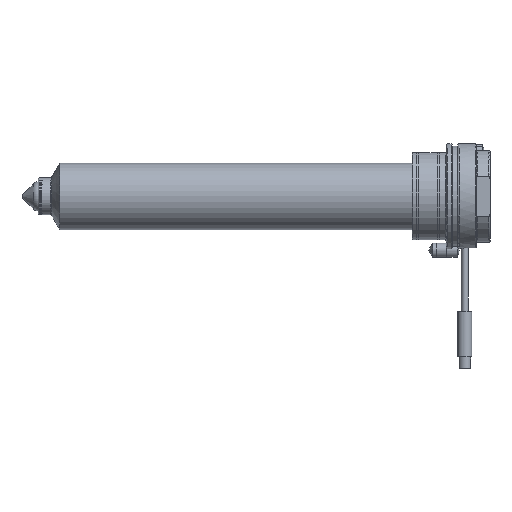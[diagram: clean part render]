
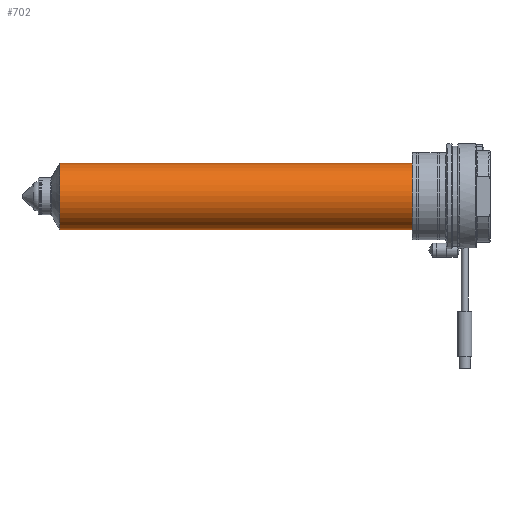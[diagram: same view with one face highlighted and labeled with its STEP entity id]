
A CAD part, top view. The second image highlights one B-rep face of the part: STEP entity #702.
In plain terms, the highlighted cylindrical face has radius 14.5 mm (diameter 29 mm), a partial arc.
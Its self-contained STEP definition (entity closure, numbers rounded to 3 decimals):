
#702 = ADVANCED_FACE ( 'NONE', ( #10852 ), #15159, .T. ) ;
#965 = ORIENTED_EDGE ( 'NONE', *, *, #3719, .T. ) ;
#1115 = LINE ( 'NONE', #12682, #10246 ) ;
#1255 = VECTOR ( 'NONE', #1758, 1000. ) ;
#1661 = CARTESIAN_POINT ( 'NONE',  ( -14.5, 0., 0. ) ) ;
#1758 = DIRECTION ( 'NONE',  ( 0., 0., -1. ) ) ;
#1942 = VERTEX_POINT ( 'NONE', #9114 ) ;
#2524 = CARTESIAN_POINT ( 'NONE',  ( -14.5, 0., -16.464 ) ) ;
#3240 = CARTESIAN_POINT ( 'NONE',  ( 0., 0., 0. ) ) ;
#3295 = DIRECTION ( 'NONE',  ( 0., 0., -1. ) ) ;
#3719 = EDGE_CURVE ( 'NONE', #3984, #1942, #1115, .T. ) ;
#3984 = VERTEX_POINT ( 'NONE', #10115 ) ;
#4126 = DIRECTION ( 'NONE',  ( 0., 0., -1. ) ) ;
#4185 = DIRECTION ( 'NONE',  ( -1., 0., 0. ) ) ;
#5485 = DIRECTION ( 'NONE',  ( 0., 0., -1. ) ) ;
#5862 = AXIS2_PLACEMENT_3D ( 'NONE', #3240, #3295, #11614 ) ;
#6209 = CARTESIAN_POINT ( 'NONE',  ( -14.5, 0., -170. ) ) ;
#6574 = ORIENTED_EDGE ( 'NONE', *, *, #9472, .F. ) ;
#7368 = ORIENTED_EDGE ( 'NONE', *, *, #10377, .T. ) ;
#7545 = AXIS2_PLACEMENT_3D ( 'NONE', #11201, #4126, #13516 ) ;
#7725 = LINE ( 'NONE', #1661, #1255 ) ;
#7801 = DIRECTION ( 'NONE',  ( 0., 0., -1. ) ) ;
#8988 = CARTESIAN_POINT ( 'NONE',  ( 0., 0., -170. ) ) ;
#9114 = CARTESIAN_POINT ( 'NONE',  ( 14.5, 0., -170. ) ) ;
#9184 = ORIENTED_EDGE ( 'NONE', *, *, #15094, .F. ) ;
#9472 = EDGE_CURVE ( 'NONE', #10346, #1942, #15406, .T. ) ;
#10115 = CARTESIAN_POINT ( 'NONE',  ( 14.5, 0., -16.464 ) ) ;
#10246 = VECTOR ( 'NONE', #7801, 1000. ) ;
#10346 = VERTEX_POINT ( 'NONE', #6209 ) ;
#10377 = EDGE_CURVE ( 'NONE', #12625, #3984, #13368, .T. ) ;
#10852 = FACE_OUTER_BOUND ( 'NONE', #13278, .T. ) ;
#11201 = CARTESIAN_POINT ( 'NONE',  ( 0., 0., -16.464 ) ) ;
#11614 = DIRECTION ( 'NONE',  ( -1., 0., 0. ) ) ;
#12625 = VERTEX_POINT ( 'NONE', #2524 ) ;
#12677 = AXIS2_PLACEMENT_3D ( 'NONE', #8988, #5485, #4185 ) ;
#12682 = CARTESIAN_POINT ( 'NONE',  ( 14.5, 0., 0. ) ) ;
#13278 = EDGE_LOOP ( 'NONE', ( #7368, #965, #6574, #9184 ) ) ;
#13368 = CIRCLE ( 'NONE', #7545, 14.5 ) ;
#13516 = DIRECTION ( 'NONE',  ( -1., 0., 0. ) ) ;
#15094 = EDGE_CURVE ( 'NONE', #12625, #10346, #7725, .T. ) ;
#15159 = CYLINDRICAL_SURFACE ( 'NONE', #5862, 14.5 ) ;
#15406 = CIRCLE ( 'NONE', #12677, 14.5 ) ;
